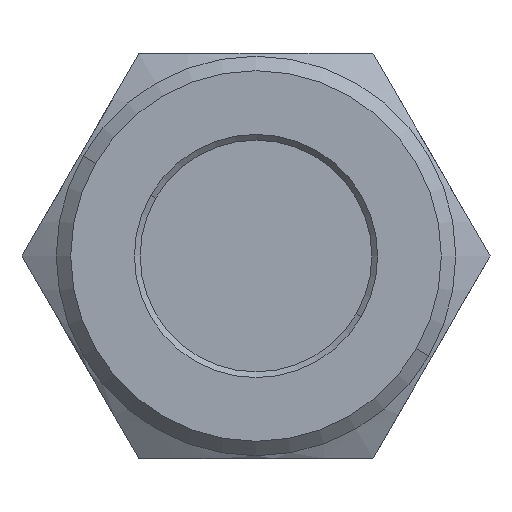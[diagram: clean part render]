
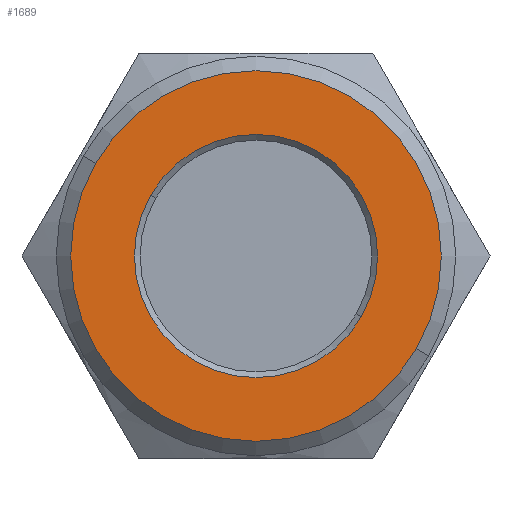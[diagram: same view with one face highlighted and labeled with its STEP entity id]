
A CAD part, front view. The second image highlights one B-rep face of the part: STEP entity #1689.
In plain terms, the highlighted planar face has unit normal (0, -1, 0).
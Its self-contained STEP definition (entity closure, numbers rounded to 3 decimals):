
#28 = FACE_OUTER_BOUND ( 'NONE', #1522, .T. ) ;
#32 = FACE_BOUND ( 'NONE', #1529, .T. ) ;
#231 = DIRECTION ( 'NONE',  ( -0.866, 0., 0.5 ) ) ;
#233 = DIRECTION ( 'NONE',  ( 0., -1., 0. ) ) ;
#234 = CARTESIAN_POINT ( 'NONE',  ( -3.45, -7.5, -5.976 ) ) ;
#244 = PLANE ( 'NONE',  #702 ) ;
#702 = AXIS2_PLACEMENT_3D ( 'NONE', #234, #233, #231 ) ;
#877 = CARTESIAN_POINT ( 'NONE',  ( 5.543, -7.5, -3.2 ) ) ;
#888 = CARTESIAN_POINT ( 'NONE',  ( -5.543, -7.5, 3.2 ) ) ;
#1008 = CARTESIAN_POINT ( 'NONE',  ( -3.637, -7.5, 2.1 ) ) ;
#1011 = CARTESIAN_POINT ( 'NONE',  ( 3.637, -7.5, -2.1 ) ) ;
#1115 = CARTESIAN_POINT ( 'NONE',  ( 0., -7.5, 0. ) ) ;
#1116 = DIRECTION ( 'NONE',  ( 0., -1., 0. ) ) ;
#1117 = DIRECTION ( 'NONE',  ( -0.866, 0., 0.5 ) ) ;
#1147 = CARTESIAN_POINT ( 'NONE',  ( 0., -7.5, 0. ) ) ;
#1148 = DIRECTION ( 'NONE',  ( 0., 1., 0. ) ) ;
#1149 = DIRECTION ( 'NONE',  ( 0.866, 0., -0.5 ) ) ;
#1404 = VERTEX_POINT ( 'NONE', #888 ) ;
#1407 = VERTEX_POINT ( 'NONE', #877 ) ;
#1417 = VERTEX_POINT ( 'NONE', #1011 ) ;
#1420 = VERTEX_POINT ( 'NONE', #1008 ) ;
#1522 = EDGE_LOOP ( 'NONE', ( #2575, #2574 ) ) ;
#1529 = EDGE_LOOP ( 'NONE', ( #2573, #2572 ) ) ;
#1689 = ADVANCED_FACE ( 'NONE', ( #28, #32 ), #244, .T. ) ;
#1791 = CIRCLE ( 'NONE', #3543, 6.4 ) ;
#1792 = CIRCLE ( 'NONE', #3544, 4.2 ) ;
#1815 = CIRCLE ( 'NONE', #3555, 6.4 ) ;
#1835 = CIRCLE ( 'NONE', #3561, 4.2 ) ;
#1957 = EDGE_CURVE ( 'NONE', #1407, #1404, #1791, .T. ) ;
#1958 = EDGE_CURVE ( 'NONE', #1417, #1420, #1792, .T. ) ;
#1987 = EDGE_CURVE ( 'NONE', #1404, #1407, #1815, .T. ) ;
#2000 = EDGE_CURVE ( 'NONE', #1420, #1417, #1835, .T. ) ;
#2572 = ORIENTED_EDGE ( 'NONE', *, *, #1958, .T. ) ;
#2573 = ORIENTED_EDGE ( 'NONE', *, *, #2000, .T. ) ;
#2574 = ORIENTED_EDGE ( 'NONE', *, *, #1987, .T. ) ;
#2575 = ORIENTED_EDGE ( 'NONE', *, *, #1957, .T. ) ;
#2910 = CARTESIAN_POINT ( 'NONE',  ( 0., -7.5, 0. ) ) ;
#2911 = DIRECTION ( 'NONE',  ( 0., -1., 0. ) ) ;
#2912 = DIRECTION ( 'NONE',  ( -0.866, 0., 0.5 ) ) ;
#2915 = CARTESIAN_POINT ( 'NONE',  ( 0., -7.5, 0. ) ) ;
#2916 = DIRECTION ( 'NONE',  ( 0., 1., 0. ) ) ;
#2917 = DIRECTION ( 'NONE',  ( 0.866, 0., -0.5 ) ) ;
#3543 = AXIS2_PLACEMENT_3D ( 'NONE', #2910, #2911, #2912 ) ;
#3544 = AXIS2_PLACEMENT_3D ( 'NONE', #2915, #2916, #2917 ) ;
#3555 = AXIS2_PLACEMENT_3D ( 'NONE', #1115, #1116, #1117 ) ;
#3561 = AXIS2_PLACEMENT_3D ( 'NONE', #1147, #1148, #1149 ) ;
